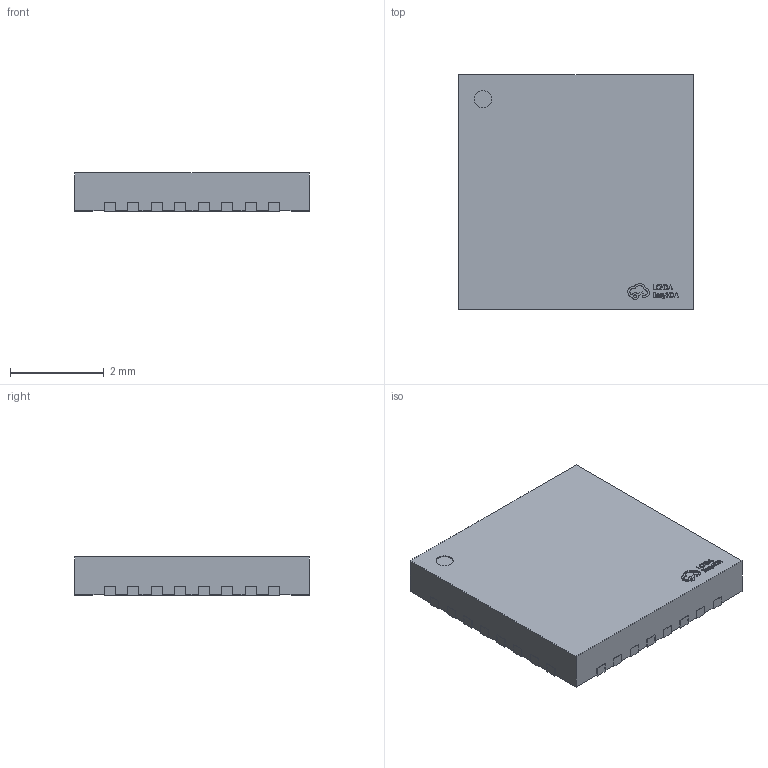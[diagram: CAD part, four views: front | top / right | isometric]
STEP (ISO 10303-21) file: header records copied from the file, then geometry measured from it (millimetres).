
FILE_DESCRIPTION (( 'STEP AP214' ), '1' );
FILE_NAME ('HVQFN-32_L5.0-W5.0-P0.5-TL-EP3.5.step', '2022-07-15T02:29:46', ( '' ), ( '' ), 'SwSTEP 2.0', 'SolidWorks 2020', '' );
FILE_SCHEMA (( 'AUTOMOTIVE_DESIGN' ));
Length unit declared in the file: millimetre
Products named in the file (1): HVQFN-32_L5.0-W5.0-P0.5-TL-EP3.5
Bounding box: 5.02 x 5.02 x 0.83 mm (x, y, z)
Volume: 20.3 mm3; surface area: 67.6 mm2
Topology: 1 solids, 1 shells, 554 faces, 1572 edges, 1048 vertices
Faces by surface type: plane 374, bspline 114, cylinder 66
Entity records: 24741 total; most frequent: CARTESIAN_POINT 5537, ORIENTED_EDGE 3144, DIRECTION 2354, EDGE_CURVE 1572, LINE 1208, VECTOR 1208, VERTEX_POINT 1048, EDGE_LOOP 582
